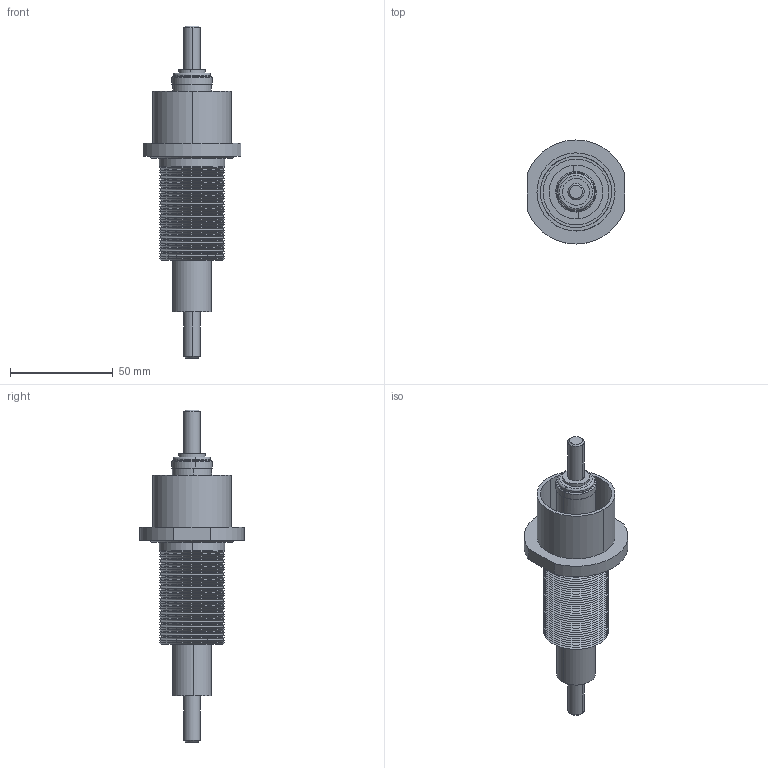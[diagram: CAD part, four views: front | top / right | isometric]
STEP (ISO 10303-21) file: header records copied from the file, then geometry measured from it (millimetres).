
FILE_DESCRIPTION (( 'STEP AP203' ), '1' );
FILE_NAME ('A4612-1-BP.STEP', '2019-06-12T15:34:43', ( '' ), ( '' ), 'SwSTEP 2.0', 'SolidWorks 2019', '' );
FILE_SCHEMA (( 'CONFIG_CONTROL_DESIGN' ));
Length unit declared in the file: inch
Products named in the file (1): A4612-1-BP
Bounding box: 47.62 x 50.8 x 161.93 mm (x, y, z)
Volume: 74707.4 mm3; surface area: 26662.6 mm2
Topology: 1 solids, 2 shells, 217 faces, 440 edges, 242 vertices
Faces by surface type: cone 152, cylinder 32, plane 21, torus 12
Entity records: 5673 total; most frequent: DIRECTION 1126, CARTESIAN_POINT 900, ORIENTED_EDGE 880, AXIS2_PLACEMENT_3D 468, EDGE_CURVE 440, CIRCLE 250, VERTEX_POINT 242, EDGE_LOOP 234
